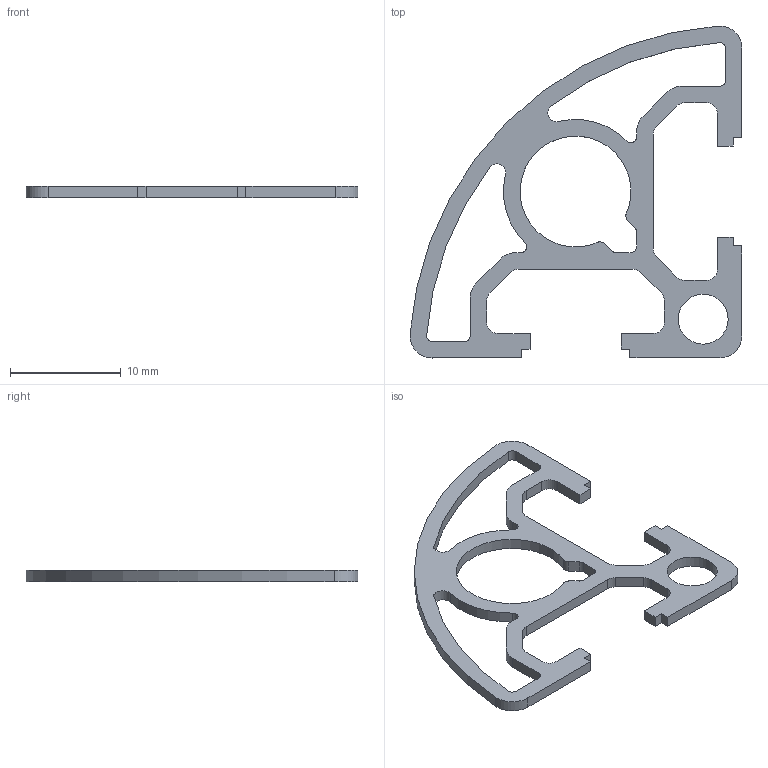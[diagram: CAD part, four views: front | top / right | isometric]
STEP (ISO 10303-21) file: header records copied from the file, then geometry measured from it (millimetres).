
FILE_DESCRIPTION(/* description */ ('Profilo 30x30 raggiato'),/* implementation_level */ '2;1');
FILE_NAME(/* name */ 'PG3030R.stp',/* time_stamp */ '2021-02-11T18:12:59+01:00',/* author */ ('daniele.berto'),/* organization */ (''),/* preprocessor_version */ 'ST-DEVELOPER v18.1',/* originating_system */ 'Autodesk Inventor 2021',/* authorisation */ '');
FILE_SCHEMA (('AUTOMOTIVE_DESIGN { 1 0 10303 214 3 1 1 }'));
Length unit declared in the file: millimetre
Products named in the file (1): PG3030R---1,0
Bounding box: 29.92 x 29.92 x 1 mm (x, y, z)
Volume: 262.3 mm3; surface area: 815.9 mm2
Topology: 1 solids, 1 shells, 83 faces, 243 edges, 162 vertices
Faces by surface type: plane 44, cylinder 39
Full cylindrical faces by diameter (mm): 4.5 x1
Entity records: 2832 total; most frequent: DIRECTION 489, CARTESIAN_POINT 489, ORIENTED_EDGE 486, EDGE_CURVE 243, LINE 165, VECTOR 165, VERTEX_POINT 162, AXIS2_PLACEMENT_3D 162
